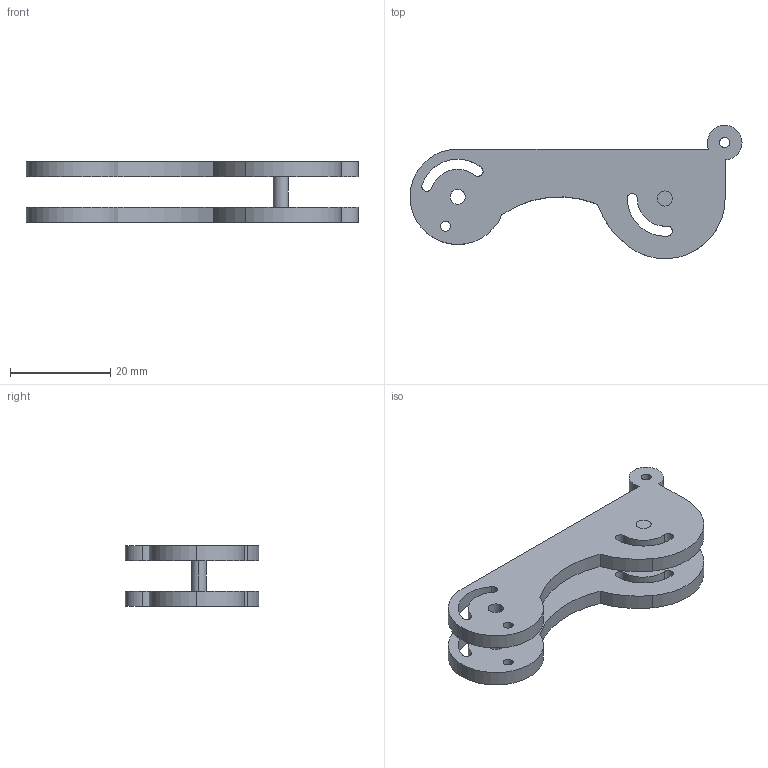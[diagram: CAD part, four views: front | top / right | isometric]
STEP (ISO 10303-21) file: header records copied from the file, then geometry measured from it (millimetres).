
FILE_DESCRIPTION (( 'STEP AP203' ), '1' );
FILE_NAME ('proximalPart_Default_sldprt.STEP', '2018-03-20T10:16:13', ( '' ), ( '' ), 'SwSTEP 2.0', 'SolidWorks 2017', '' );
FILE_SCHEMA (( 'CONFIG_CONTROL_DESIGN' ));
Length unit declared in the file: millimetre
Products named in the file (1): proximalPart_Default_sldprt
Bounding box: 66.14 x 26.59 x 12 mm (x, y, z)
Volume: 5694.4 mm3; surface area: 5449.7 mm2
Topology: 3 solids, 3 shells, 62 faces, 168 edges, 112 vertices
Faces by surface type: cylinder 52, plane 10
Entity records: 2137 total; most frequent: DIRECTION 398, CARTESIAN_POINT 343, ORIENTED_EDGE 336, EDGE_CURVE 168, AXIS2_PLACEMENT_3D 167, VERTEX_POINT 112, CIRCLE 104, EDGE_LOOP 86
